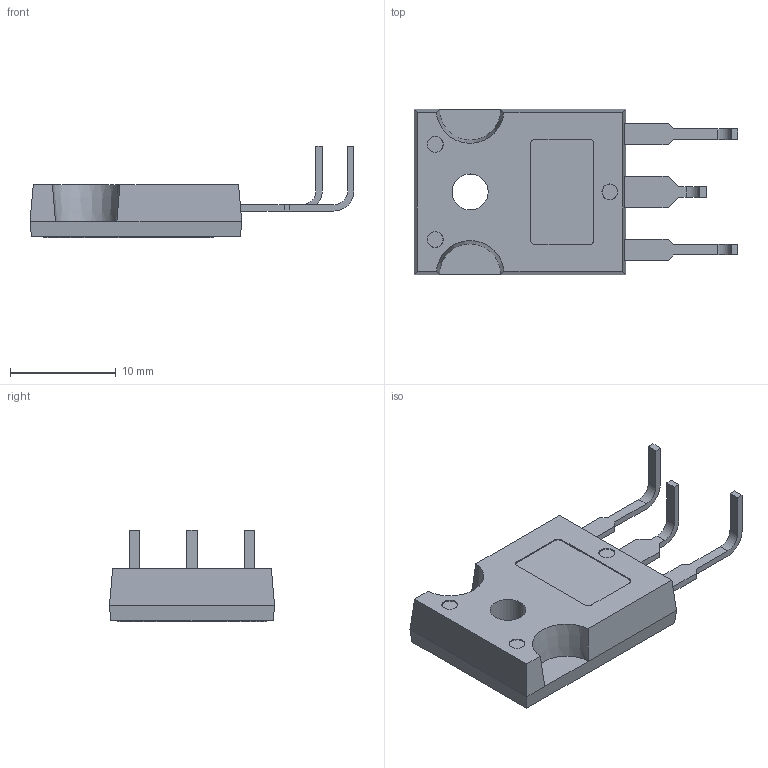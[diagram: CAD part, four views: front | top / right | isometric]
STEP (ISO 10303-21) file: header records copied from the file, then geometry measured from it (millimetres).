
FILE_DESCRIPTION(('STEP AP214'), '1');
FILE_NAME('TO-247', '2019-03-05T14:39:14', ('Che'), (''), 'ASCON STEP Converter 1.3', 'ASCON Math Kernel', '');
FILE_SCHEMA(('AUTOMOTIVE_DESIGN { 1 0 10303 214 3 1 1}'));
Length unit declared in the file: millimetre
Bounding box: 30.6 x 15.6 x 8.6 mm (x, y, z)
Volume: 1398.4 mm3; surface area: 1179.6 mm2
Topology: 1 solids, 1 shells, 96 faces, 247 edges, 162 vertices
Faces by surface type: plane 77, cylinder 10, cone 9
Full cylindrical faces by diameter (mm): 3.4 x1, 6 x1
Entity records: 3692 total; most frequent: CARTESIAN_POINT 525, ORIENTED_EDGE 484, DIRECTION 470, EDGE_CURVE 242, LINE 200, VECTOR 200, VERTEX_POINT 162, AXIS2_PLACEMENT_3D 135
